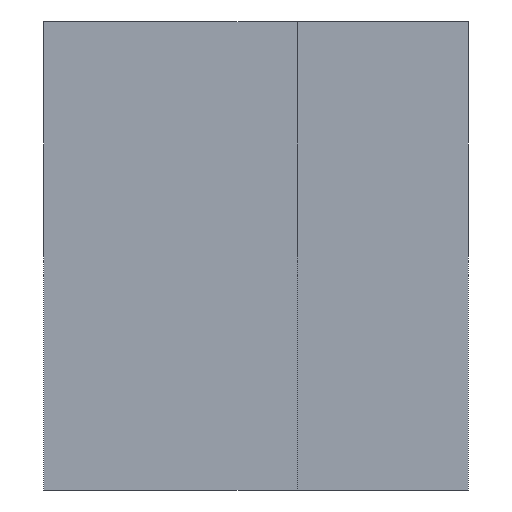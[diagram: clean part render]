
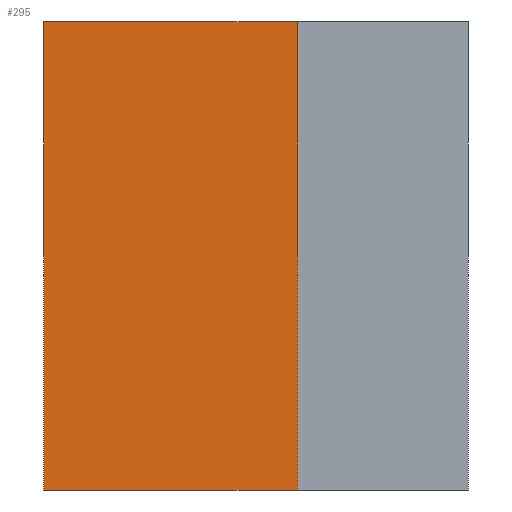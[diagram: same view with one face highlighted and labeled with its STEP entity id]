
A CAD part, left-side view. The second image highlights one B-rep face of the part: STEP entity #295.
In plain terms, the highlighted planar face has unit normal (-1, 0, 0).
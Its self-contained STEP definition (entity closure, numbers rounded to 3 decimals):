
#3 = DIRECTION ( 'NONE',  ( 0., 0., 1. ) ) ;
#10 = VECTOR ( 'NONE', #361, 1000. ) ;
#14 = EDGE_CURVE ( 'NONE', #307, #182, #147, .T. ) ;
#17 = VECTOR ( 'NONE', #168, 1000. ) ;
#19 = VERTEX_POINT ( 'NONE', #96 ) ;
#30 = DIRECTION ( 'NONE',  ( 0., 0., -1. ) ) ;
#57 = DIRECTION ( 'NONE',  ( 1., 0., 0. ) ) ;
#84 = CARTESIAN_POINT ( 'NONE',  ( -48., 62., 0. ) ) ;
#94 = LINE ( 'NONE', #273, #17 ) ;
#96 = CARTESIAN_POINT ( 'NONE',  ( -48., 25., 34.171 ) ) ;
#98 = ORIENTED_EDGE ( 'NONE', *, *, #14, .T. ) ;
#99 = DIRECTION ( 'NONE',  ( 0., -1., 0. ) ) ;
#102 = VECTOR ( 'NONE', #3, 1000. ) ;
#104 = ORIENTED_EDGE ( 'NONE', *, *, #122, .F. ) ;
#107 = CARTESIAN_POINT ( 'NONE',  ( -48., 25., -34.171 ) ) ;
#122 = EDGE_CURVE ( 'NONE', #307, #340, #211, .T. ) ;
#127 = CARTESIAN_POINT ( 'NONE',  ( -48., 62., -34.171 ) ) ;
#137 = CARTESIAN_POINT ( 'NONE',  ( -48., 62., 0. ) ) ;
#144 = PLANE ( 'NONE',  #252 ) ;
#147 = LINE ( 'NONE', #127, #296 ) ;
#166 = FACE_OUTER_BOUND ( 'NONE', #320, .T. ) ;
#168 = DIRECTION ( 'NONE',  ( 0., -1., 0. ) ) ;
#182 = VERTEX_POINT ( 'NONE', #107 ) ;
#184 = ORIENTED_EDGE ( 'NONE', *, *, #291, .F. ) ;
#185 = CARTESIAN_POINT ( 'NONE',  ( -48., 62., -34.171 ) ) ;
#205 = ORIENTED_EDGE ( 'NONE', *, *, #314, .T. ) ;
#211 = LINE ( 'NONE', #137, #10 ) ;
#243 = CARTESIAN_POINT ( 'NONE',  ( -48., 25., 34.171 ) ) ;
#252 = AXIS2_PLACEMENT_3D ( 'NONE', #84, #57, #30 ) ;
#267 = CARTESIAN_POINT ( 'NONE',  ( -48., 62., 34.171 ) ) ;
#273 = CARTESIAN_POINT ( 'NONE',  ( -48., 62., 34.171 ) ) ;
#274 = LINE ( 'NONE', #243, #102 ) ;
#291 = EDGE_CURVE ( 'NONE', #340, #19, #94, .T. ) ;
#295 = ADVANCED_FACE ( 'NONE', ( #166 ), #144, .F. ) ;
#296 = VECTOR ( 'NONE', #99, 1000. ) ;
#307 = VERTEX_POINT ( 'NONE', #185 ) ;
#314 = EDGE_CURVE ( 'NONE', #182, #19, #274, .T. ) ;
#320 = EDGE_LOOP ( 'NONE', ( #98, #205, #184, #104 ) ) ;
#340 = VERTEX_POINT ( 'NONE', #267 ) ;
#361 = DIRECTION ( 'NONE',  ( 0., 0., 1. ) ) ;
